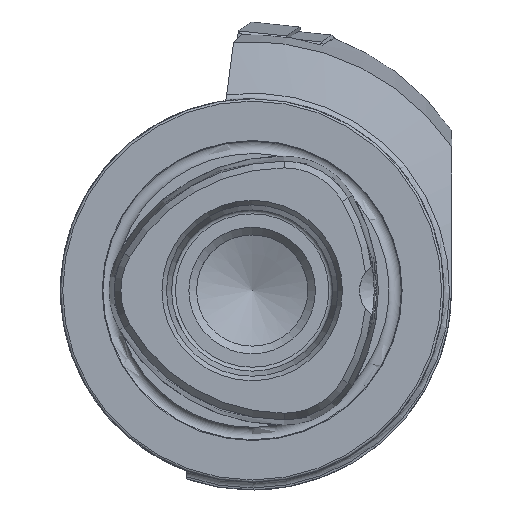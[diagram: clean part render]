
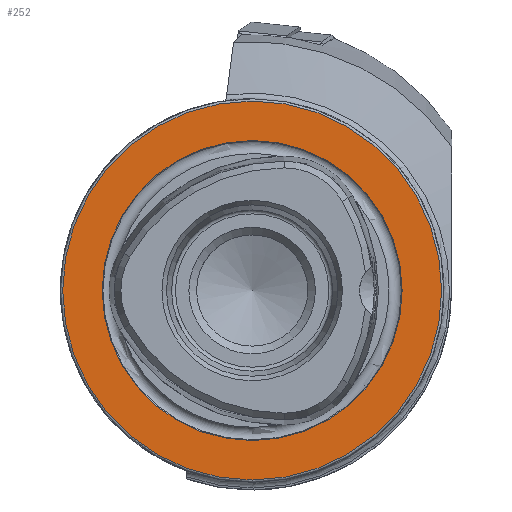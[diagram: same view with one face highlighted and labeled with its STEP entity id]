
A CAD part, left-side view. The second image highlights one B-rep face of the part: STEP entity #252.
In plain terms, the highlighted planar face has unit normal (-1, 0, 0).
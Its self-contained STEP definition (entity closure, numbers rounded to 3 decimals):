
#252 = ADVANCED_FACE ( 'NONE', ( #7991, #6147 ), #3875, .F. ) ;
#372 = VERTEX_POINT ( 'NONE', #5720 ) ;
#1280 = CARTESIAN_POINT ( 'NONE',  ( 0., 0., 24.7 ) ) ;
#1319 = AXIS2_PLACEMENT_3D ( 'NONE', #5784, #5149, #1328 ) ;
#1328 = DIRECTION ( 'NONE',  ( 0., 0., 1. ) ) ;
#1921 = AXIS2_PLACEMENT_3D ( 'NONE', #5676, #2496, #5755 ) ;
#2496 = DIRECTION ( 'NONE',  ( -1., 0., 0. ) ) ;
#2531 = CARTESIAN_POINT ( 'NONE',  ( 0., 19.55, 0. ) ) ;
#2948 = ORIENTED_EDGE ( 'NONE', *, *, #5340, .T. ) ;
#3011 = EDGE_LOOP ( 'NONE', ( #6284 ) ) ;
#3138 = DIRECTION ( 'NONE',  ( 1., 0., 0. ) ) ;
#3804 = DIRECTION ( 'NONE',  ( 0., 0., -1. ) ) ;
#3875 = PLANE ( 'NONE',  #5036 ) ;
#3905 = EDGE_CURVE ( 'NONE', #372, #372, #7994, .T. ) ;
#5012 = EDGE_LOOP ( 'NONE', ( #2948 ) ) ;
#5036 = AXIS2_PLACEMENT_3D ( 'NONE', #2531, #3138, #3804 ) ;
#5149 = DIRECTION ( 'NONE',  ( -1., 0., 0. ) ) ;
#5262 = CIRCLE ( 'NONE', #1921, 24.7 ) ;
#5340 = EDGE_CURVE ( 'NONE', #8164, #8164, #5262, .T. ) ;
#5676 = CARTESIAN_POINT ( 'NONE',  ( 0., 0., 0. ) ) ;
#5720 = CARTESIAN_POINT ( 'NONE',  ( 0., 0., 19.55 ) ) ;
#5755 = DIRECTION ( 'NONE',  ( 0., 0., 1. ) ) ;
#5784 = CARTESIAN_POINT ( 'NONE',  ( 0., 0., 0. ) ) ;
#6147 = FACE_OUTER_BOUND ( 'NONE', #5012, .T. ) ;
#6284 = ORIENTED_EDGE ( 'NONE', *, *, #3905, .F. ) ;
#7991 = FACE_BOUND ( 'NONE', #3011, .T. ) ;
#7994 = CIRCLE ( 'NONE', #1319, 19.55 ) ;
#8164 = VERTEX_POINT ( 'NONE', #1280 ) ;
